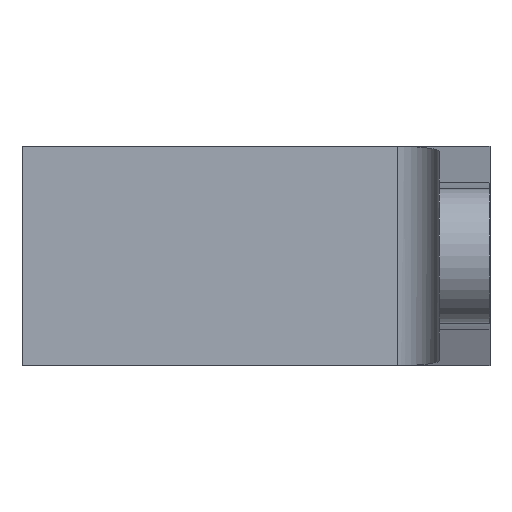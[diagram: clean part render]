
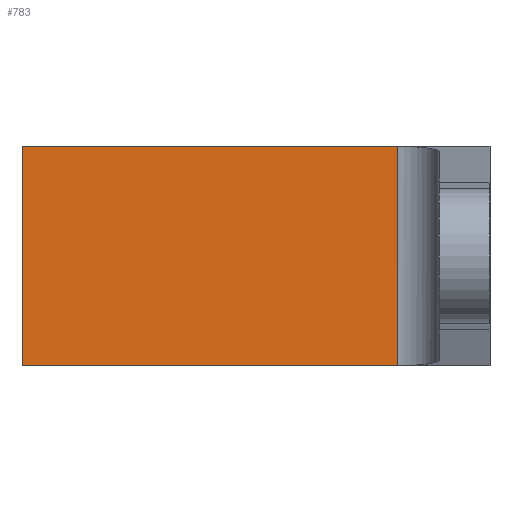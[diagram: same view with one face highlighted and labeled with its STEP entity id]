
A CAD part, left-side view. The second image highlights one B-rep face of the part: STEP entity #783.
In plain terms, the highlighted planar face has unit normal (-1, 0, 0).
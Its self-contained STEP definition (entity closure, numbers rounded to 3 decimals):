
#26 = DIRECTION ( 'NONE',  ( 1., 0., 0. ) ) ;
#99 = DIRECTION ( 'NONE',  ( 0., -1., 0. ) ) ;
#106 = LINE ( 'NONE', #1055, #726 ) ;
#132 = VERTEX_POINT ( 'NONE', #964 ) ;
#133 = DIRECTION ( 'NONE',  ( 0., 1., 0. ) ) ;
#142 = DIRECTION ( 'NONE',  ( 0., 0., 1. ) ) ;
#193 = DIRECTION ( 'NONE',  ( 0., 0., -1. ) ) ;
#206 = EDGE_CURVE ( 'NONE', #132, #773, #106, .T. ) ;
#244 = CARTESIAN_POINT ( 'NONE',  ( 0., 11., 26. ) ) ;
#283 = LINE ( 'NONE', #1240, #784 ) ;
#285 = ORIENTED_EDGE ( 'NONE', *, *, #315, .T. ) ;
#315 = EDGE_CURVE ( 'NONE', #347, #773, #758, .T. ) ;
#347 = VERTEX_POINT ( 'NONE', #1135 ) ;
#350 = CARTESIAN_POINT ( 'NONE',  ( 0., 55.5, 0. ) ) ;
#359 = PLANE ( 'NONE',  #388 ) ;
#364 = EDGE_LOOP ( 'NONE', ( #594, #285, #391, #1342 ) ) ;
#388 = AXIS2_PLACEMENT_3D ( 'NONE', #448, #26, #133 ) ;
#391 = ORIENTED_EDGE ( 'NONE', *, *, #206, .F. ) ;
#448 = CARTESIAN_POINT ( 'NONE',  ( 0., 55.5, 26. ) ) ;
#499 = CARTESIAN_POINT ( 'NONE',  ( 0., 55.5, 0. ) ) ;
#566 = CARTESIAN_POINT ( 'NONE',  ( 0., 11., 26. ) ) ;
#594 = ORIENTED_EDGE ( 'NONE', *, *, #907, .T. ) ;
#661 = FACE_OUTER_BOUND ( 'NONE', #364, .T. ) ;
#717 = VERTEX_POINT ( 'NONE', #350 ) ;
#726 = VECTOR ( 'NONE', #99, 1000. ) ;
#758 = LINE ( 'NONE', #244, #949 ) ;
#773 = VERTEX_POINT ( 'NONE', #566 ) ;
#783 = ADVANCED_FACE ( 'NONE', ( #661 ), #359, .F. ) ;
#784 = VECTOR ( 'NONE', #193, 1000. ) ;
#907 = EDGE_CURVE ( 'NONE', #717, #347, #1015, .T. ) ;
#949 = VECTOR ( 'NONE', #142, 1000. ) ;
#964 = CARTESIAN_POINT ( 'NONE',  ( 0., 55.5, 26. ) ) ;
#1015 = LINE ( 'NONE', #499, #1281 ) ;
#1055 = CARTESIAN_POINT ( 'NONE',  ( 0., 55.5, 26. ) ) ;
#1115 = DIRECTION ( 'NONE',  ( 0., -1., 0. ) ) ;
#1135 = CARTESIAN_POINT ( 'NONE',  ( 0., 11., 0. ) ) ;
#1240 = CARTESIAN_POINT ( 'NONE',  ( 0., 55.5, 26. ) ) ;
#1281 = VECTOR ( 'NONE', #1115, 1000. ) ;
#1342 = ORIENTED_EDGE ( 'NONE', *, *, #1352, .T. ) ;
#1352 = EDGE_CURVE ( 'NONE', #132, #717, #283, .T. ) ;
